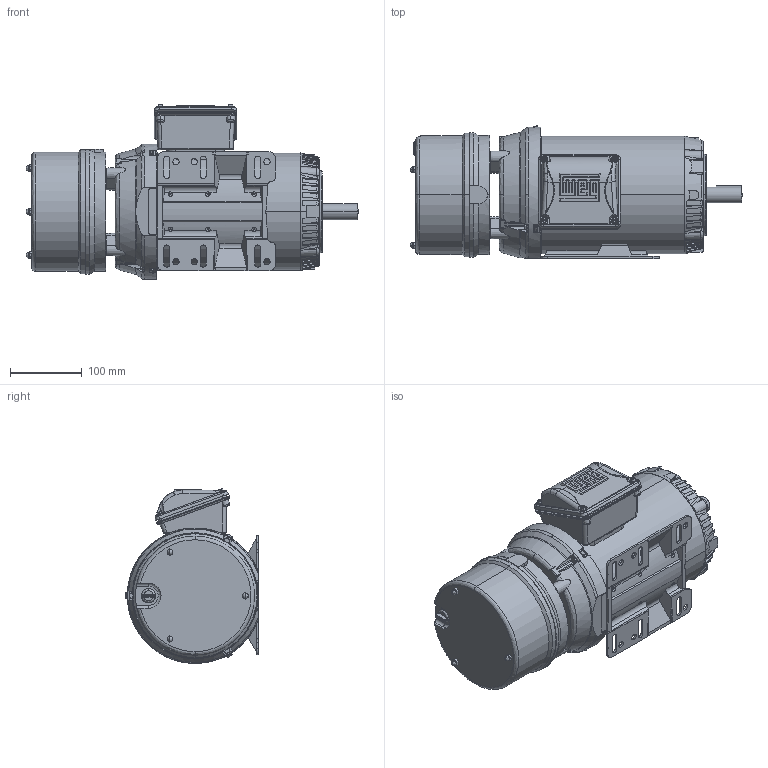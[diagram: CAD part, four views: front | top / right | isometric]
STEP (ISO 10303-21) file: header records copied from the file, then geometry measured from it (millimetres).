
FILE_DESCRIPTION (( 'STEP AP214' ), '1' );
FILE_NAME ('143-5C_3PH_TEFC_BM_18244 new broken base surfs w 1PHNB fxt.STEP', '2022-10-06T11:43:11', ( '' ), ( '' ), 'SwSTEP 2.0', 'SolidWorks 2021', '' );
FILE_SCHEMA (( 'AUTOMOTIVE_DESIGN' ));
Length unit declared in the file: inch
Products named in the file (1): 143-5C_3PH_TEFC_BM_18244  new broken base surfs w 1PHNB fxt
Bounding box: 463.25 x 186.38 x 243.79 mm (x, y, z)
Volume: 9132621.6 mm3; surface area: 556453.4 mm2
Topology: 15 solids, 31 shells, 1586 faces, 4190 edges, 2674 vertices
Faces by surface type: plane 608, cylinder 425, bspline 351, cone 202
Entity records: 65069 total; most frequent: CARTESIAN_POINT 29744, ORIENTED_EDGE 8318, DIRECTION 6086, EDGE_CURVE 4159, VERTEX_POINT 2674, AXIS2_PLACEMENT_3D 2209, LINE 1668, VECTOR 1668
